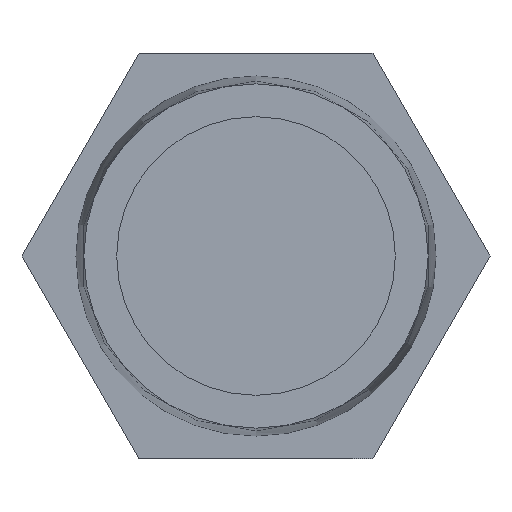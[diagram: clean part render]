
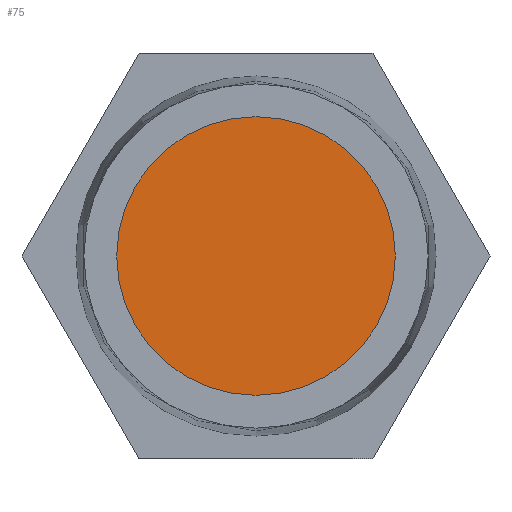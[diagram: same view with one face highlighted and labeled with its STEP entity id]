
A CAD part, front view. The second image highlights one B-rep face of the part: STEP entity #75.
In plain terms, the highlighted planar face has unit normal (0, -1, 0).
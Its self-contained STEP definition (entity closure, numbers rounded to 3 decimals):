
#75 = ADVANCED_FACE( '', ( #159 ), #160, .T. );
#159 = FACE_OUTER_BOUND( '', #242, .T. );
#160 = PLANE( '', #243 );
#242 = EDGE_LOOP( '', ( #371 ) );
#243 = AXIS2_PLACEMENT_3D( '', #372, #373, #374 );
#371 = ORIENTED_EDGE( '', *, *, #451, .T. );
#372 = CARTESIAN_POINT( '', ( 0., 10.5, 0. ) );
#373 = DIRECTION( '', ( 0., -1., 0. ) );
#374 = DIRECTION( '', ( 1., 0., 0. ) );
#451 = EDGE_CURVE( '', #525, #525, #526, .T. );
#525 = VERTEX_POINT( '', #620 );
#526 = CIRCLE( '', #621, 8.25 );
#620 = CARTESIAN_POINT( '', ( 0., 10.5, -8.25 ) );
#621 = AXIS2_PLACEMENT_3D( '', #681, #682, #683 );
#681 = CARTESIAN_POINT( '', ( 0., 10.5, 0. ) );
#682 = DIRECTION( '', ( 0., -1., 0. ) );
#683 = DIRECTION( '', ( 0., 0., -1. ) );
